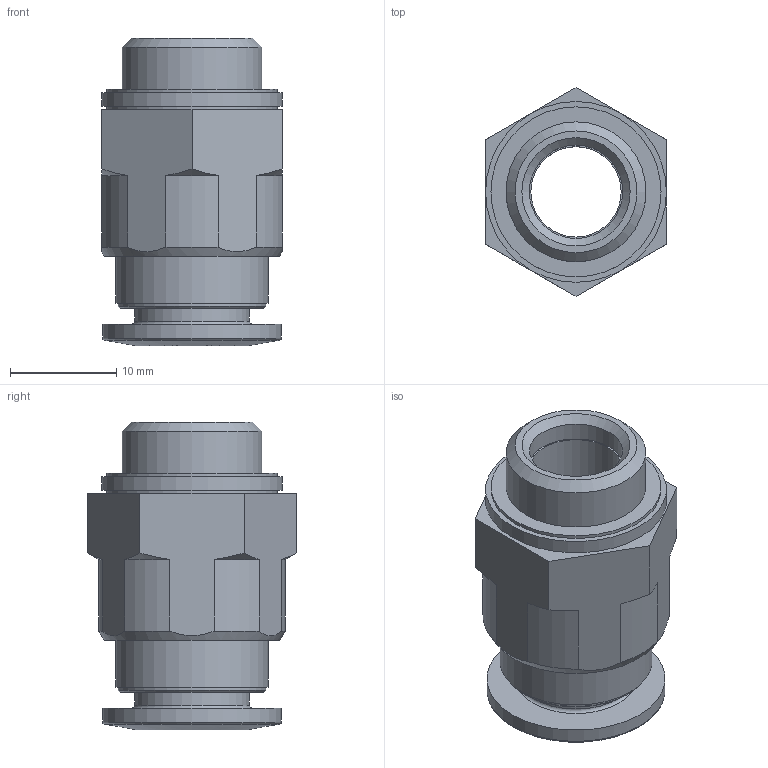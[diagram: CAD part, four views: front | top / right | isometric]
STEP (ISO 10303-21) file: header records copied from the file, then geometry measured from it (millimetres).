
FILE_DESCRIPTION(/* description */ ('STEP AP214'),/* implementation_level */ '2;1');
FILE_NAME(/* name */ '132041_QS-G1_4-10-50',/* time_stamp */ '2024-09-11T10:30:50+02:00',/* author */ ('License CC BY-ND 4.0'),/* organization */ ('CADENAS'),/* preprocessor_version */ 'ST-DEVELOPER v19.3',/* originating_system */ 'PARTsolutions',/* authorisation */ ' ');
FILE_SCHEMA (('AUTOMOTIVE_DESIGN {1 0 10303 214 3 1 1}'));
Length unit declared in the file: millimetre
Products named in the file (1): 132041 QS-G1/4-10-50
Bounding box: 17 x 19.63 x 28.9 mm (x, y, z)
Volume: 3606.2 mm3; surface area: 2924.9 mm2
Topology: 1 solids, 1 shells, 48 faces, 104 edges, 67 vertices
Faces by surface type: plane 17, cylinder 17, cone 11, torus 3
Full cylindrical faces by diameter (mm): 8.5 x1, 8.771 x1, 10 x1, 10.8 x1, 13.157 x1, 13.9 x1, 14.3 x1, 16 x2, 16.8 x1, 17 x1
Entity records: 1588 total; most frequent: CARTESIAN_POINT 257, DIRECTION 204, ORIENTED_EDGE 166, AXIS2_PLACEMENT_3D 90, EDGE_CURVE 83, EDGE_LOOP 78, FACE_BOUND 78, VERTEX_POINT 65
